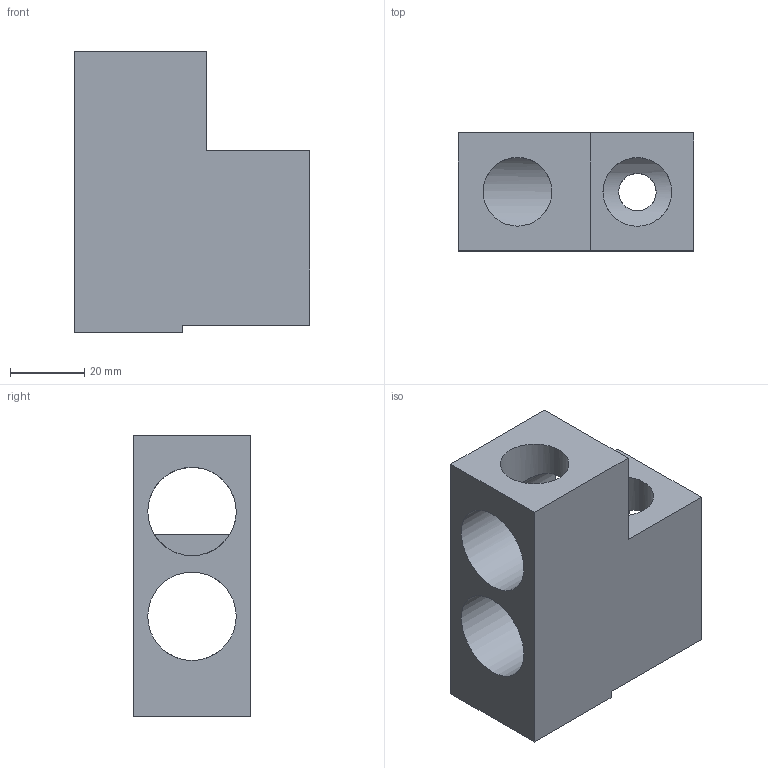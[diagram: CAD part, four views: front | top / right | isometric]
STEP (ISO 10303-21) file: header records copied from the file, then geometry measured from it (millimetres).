
FILE_DESCRIPTION(/* description */ (''),/* implementation_level */ '2;1');
FILE_NAME(/* name */ 'FILE_STP_CAD_DRAWING_3d_GLX506_prt.stp',/* time_stamp */ '2025-02-03T15:17:03+01:00',/* author */ (''),/* organization */ (''),/* preprocessor_version */ 'ST-DEVELOPER v16.7',/* originating_system */ 'SIEMENS PLM Software NX 12.0',/* authorisation */ '');
FILE_SCHEMA (('AUTOMOTIVE_DESIGN { 1 0 10303 214 3 1 1 1 }'));
Length unit declared in the file: millimetre
Products named in the file (1): 3d_GLX506
Bounding box: 63.5 x 31.75 x 75.69 mm (x, y, z)
Volume: 76031.5 mm3; surface area: 23088.6 mm2
Topology: 1 solids, 1 shells, 16 faces, 50 edges, 35 vertices
Faces by surface type: plane 11, cylinder 5
Full cylindrical faces by diameter (mm): 10.1 x1, 18.5 x2, 23.8 x2
Entity records: 605 total; most frequent: CARTESIAN_POINT 166, DIRECTION 78, ORIENTED_EDGE 74, EDGE_CURVE 37, EDGE_LOOP 30, VERTEX_POINT 27, LINE 26, VECTOR 26
